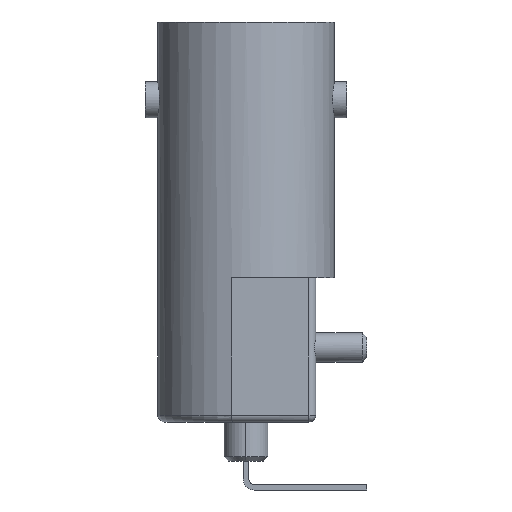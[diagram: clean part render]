
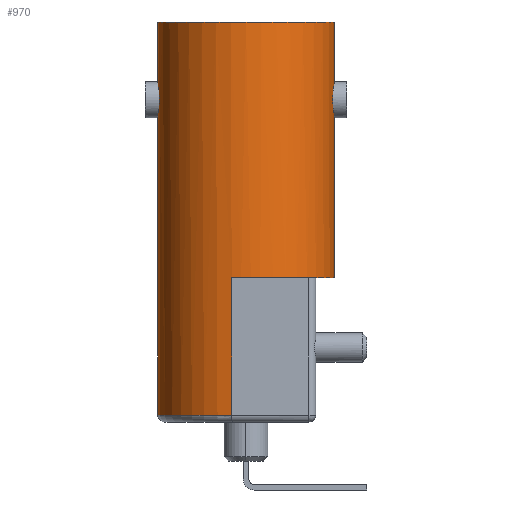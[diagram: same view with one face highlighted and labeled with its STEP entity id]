
A CAD part, left-side view. The second image highlights one B-rep face of the part: STEP entity #970.
In plain terms, the highlighted cylindrical face has radius 4.826 mm (diameter 9.652 mm), a partial arc.
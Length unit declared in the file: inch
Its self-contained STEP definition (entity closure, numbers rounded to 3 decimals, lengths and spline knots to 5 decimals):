
#72=CARTESIAN_POINT('',(0.,0.19,-0.206));
#73=CARTESIAN_POINT('',(-0.00276,0.19,-0.206));
#74=CARTESIAN_POINT('',(-0.00815,0.18988,
-0.20543));
#75=CARTESIAN_POINT('',(-0.01598,0.18938,
-0.20289));
#76=CARTESIAN_POINT('',(-0.0231,0.18863,
-0.19878));
#77=CARTESIAN_POINT('',(-0.02916,0.18778,
-0.19333));
#78=CARTESIAN_POINT('',(-0.03401,0.18695,
-0.18666));
#79=CARTESIAN_POINT('',(-0.03734,0.1863,
-0.1792));
#80=CARTESIAN_POINT('',(-0.03908,0.18594,
-0.17109));
#81=CARTESIAN_POINT('',(-0.03907,0.18594,
-0.1629));
#82=CARTESIAN_POINT('',(-0.03734,0.1863,
-0.15478));
#83=CARTESIAN_POINT('',(-0.034,0.18695,
-0.14732));
#84=CARTESIAN_POINT('',(-0.02915,0.18778,
-0.14066));
#85=CARTESIAN_POINT('',(-0.02308,0.18863,
-0.13521));
#86=CARTESIAN_POINT('',(-0.01597,0.18938,
-0.1311));
#87=CARTESIAN_POINT('',(-0.00814,0.18988,
-0.12857));
#88=CARTESIAN_POINT('',(-0.00276,0.19,-0.128));
#89=CARTESIAN_POINT('',(0.,0.19,-0.128));
#91=CARTESIAN_POINT('',(0.,0.,0.));
#92=DIRECTION('',(0.,0.,1.));
#93=DIRECTION('',(0.,1.,0.));
#94=AXIS2_PLACEMENT_3D('',#91,#92,#93);
#96=CARTESIAN_POINT('',(0.,-0.19,-0.128));
#97=CARTESIAN_POINT('',(-0.00273,-0.19,-0.128));
#98=CARTESIAN_POINT('',(-0.00808,-0.18988,
-0.12856));
#99=CARTESIAN_POINT('',(-0.01586,-0.18939,
-0.13106));
#100=CARTESIAN_POINT('',(-0.02293,-0.18865,
-0.13511));
#101=CARTESIAN_POINT('',(-0.02897,-0.18781,
-0.14047));
#102=CARTESIAN_POINT('',(-0.03383,-0.18698,
-0.14703));
#103=CARTESIAN_POINT('',(-0.03723,-0.18632,
-0.15443));
#104=CARTESIAN_POINT('',(-0.03905,-0.18595,
-0.16259));
#105=CARTESIAN_POINT('',(-0.0391,-0.18593,
-0.17084));
#106=CARTESIAN_POINT('',(-0.03741,-0.18629,
-0.17899));
#107=CARTESIAN_POINT('',(-0.03411,-0.18693,
-0.1865));
#108=CARTESIAN_POINT('',(-0.02926,-0.18776,
-0.19322));
#109=CARTESIAN_POINT('',(-0.02319,-0.18862,
-0.19871));
#110=CARTESIAN_POINT('',(-0.01605,-0.18937,
-0.20286));
#111=CARTESIAN_POINT('',(-0.00819,-0.18988,
-0.20542));
#112=CARTESIAN_POINT('',(-0.00277,-0.19,-0.206));
#113=CARTESIAN_POINT('',(0.,-0.19,-0.206));
#115=CARTESIAN_POINT('',(0.,0.,-0.55));
#116=DIRECTION('',(0.,0.,1.));
#117=DIRECTION('',(-0.987,-0.162,0.));
#118=AXIS2_PLACEMENT_3D('',#115,#116,#117);
#120=DIRECTION('',(0.,0.,1.));
#121=VECTOR('',#120,0.295);
#122=CARTESIAN_POINT('',(-0.1875,0.03072,-0.845));
#123=LINE('',#122,#121);
#124=CARTESIAN_POINT('',(0.,0.,-0.845));
#125=DIRECTION('',(0.,0.,1.));
#126=DIRECTION('',(0.987,0.162,0.));
#127=AXIS2_PLACEMENT_3D('',#124,#125,#126);
#374=CARTESIAN_POINT('',(0.,0.,-0.55));
#375=DIRECTION('',(0.,0.,1.));
#376=DIRECTION('',(-0.614,-0.789,0.));
#377=AXIS2_PLACEMENT_3D('',#374,#375,#376);
#388=CARTESIAN_POINT('',(0.,0.,-0.55));
#389=DIRECTION('',(0.,0.,1.));
#390=DIRECTION('',(-0.987,0.162,0.));
#391=AXIS2_PLACEMENT_3D('',#388,#389,#390);
#421=DIRECTION('',(0.,0.,-1.));
#422=VECTOR('',#421,0.128);
#423=CARTESIAN_POINT('',(0.,-0.19,0.));
#424=LINE('',#423,#422);
#430=DIRECTION('',(0.,0.,-1.));
#431=VECTOR('',#430,0.128);
#432=CARTESIAN_POINT('',(0.,0.19,0.));
#433=LINE('',#432,#431);
#453=DIRECTION('',(0.,0.,-1.));
#454=VECTOR('',#453,0.344);
#455=CARTESIAN_POINT('',(0.,0.19,-0.206));
#456=LINE('',#455,#454);
#457=CARTESIAN_POINT('',(0.,0.,-0.55));
#458=DIRECTION('',(0.,0.,-1.));
#459=DIRECTION('',(0.,1.,0.));
#460=AXIS2_PLACEMENT_3D('',#457,#458,#459);
#467=DIRECTION('',(0.,0.,-1.));
#468=VECTOR('',#467,0.344);
#469=CARTESIAN_POINT('',(0.,-0.19,-0.206));
#470=LINE('',#469,#468);
#726=DIRECTION('',(0.,0.,1.));
#727=VECTOR('',#726,0.295);
#728=CARTESIAN_POINT('',(0.1875,0.03072,-0.845));
#729=LINE('',#728,#727);
#797=CARTESIAN_POINT('',(0.,0.19,0.));
#798=CARTESIAN_POINT('',(0.,-0.19,0.));
#799=VERTEX_POINT('',#797);
#800=VERTEX_POINT('',#798);
#801=CARTESIAN_POINT('',(-0.1875,-0.03072,-0.55));
#802=CARTESIAN_POINT('',(-0.11662,-0.15,-0.55));
#803=VERTEX_POINT('',#801);
#804=VERTEX_POINT('',#802);
#807=CARTESIAN_POINT('',(-0.1875,0.03072,-0.55));
#808=VERTEX_POINT('',#807);
#809=CARTESIAN_POINT('',(0.,0.19,-0.55));
#810=CARTESIAN_POINT('',(0.1875,0.03072,-0.55));
#811=VERTEX_POINT('',#809);
#812=VERTEX_POINT('',#810);
#815=CARTESIAN_POINT('',(0.,-0.19,-0.55));
#816=VERTEX_POINT('',#815);
#829=VERTEX_POINT('',#72);
#830=VERTEX_POINT('',#89);
#835=CARTESIAN_POINT('',(0.,-0.19,-0.128));
#836=VERTEX_POINT('',#835);
#837=CARTESIAN_POINT('',(0.,-0.19,-0.206));
#838=VERTEX_POINT('',#837);
#860=CARTESIAN_POINT('',(-0.1875,0.03072,-0.845));
#862=VERTEX_POINT('',#860);
#863=CARTESIAN_POINT('',(0.1875,0.03072,-0.845));
#865=VERTEX_POINT('',#863);
#935=CARTESIAN_POINT('',(0.,0.,-0.5775));
#936=DIRECTION('',(0.,0.,1.));
#937=DIRECTION('',(0.,-1.,0.));
#938=AXIS2_PLACEMENT_3D('',#935,#936,#937);
#939=CYLINDRICAL_SURFACE('',#938,0.19);
#941=ORIENTED_EDGE('',*,*,#940,.F.);
#943=ORIENTED_EDGE('',*,*,#942,.T.);
#945=ORIENTED_EDGE('',*,*,#944,.F.);
#947=ORIENTED_EDGE('',*,*,#946,.F.);
#949=ORIENTED_EDGE('',*,*,#948,.T.);
#951=ORIENTED_EDGE('',*,*,#950,.F.);
#953=ORIENTED_EDGE('',*,*,#952,.T.);
#955=ORIENTED_EDGE('',*,*,#954,.T.);
#957=ORIENTED_EDGE('',*,*,#956,.T.);
#959=ORIENTED_EDGE('',*,*,#958,.T.);
#961=ORIENTED_EDGE('',*,*,#960,.F.);
#963=ORIENTED_EDGE('',*,*,#962,.F.);
#965=ORIENTED_EDGE('',*,*,#964,.F.);
#967=ORIENTED_EDGE('',*,*,#966,.F.);
#968=EDGE_LOOP('',(#941,#943,#945,#947,#949,#951,#953,#955,#957,#959,#961,#963,
#965,#967));
#969=FACE_OUTER_BOUND('',#968,.F.);
#970=ADVANCED_FACE('',(#969),#939,.T.);
#90=B_SPLINE_CURVE_WITH_KNOTS('',3,(#72,#73,#74,#75,#76,#77,#78,#79,#80,#81,#82,
#83,#84,#85,#86,#87,#88,#89),.UNSPECIFIED.,.F.,.F.,(4,1,1,1,1,1,1,1,1,1,1,1,1,1,
1,4),(0.,0.06667,0.13333,0.2,0.26667,
0.33333,0.4,0.46667,0.53333,0.6,
0.66667,0.73333,0.8,0.86667,0.93333,
1.),.UNSPECIFIED.);
#95=CIRCLE('',#94,0.19);
#114=B_SPLINE_CURVE_WITH_KNOTS('',3,(#96,#97,#98,#99,#100,#101,#102,#103,#104,
#105,#106,#107,#108,#109,#110,#111,#112,#113),.UNSPECIFIED.,.F.,.F.,(4,1,1,1,1,
1,1,1,1,1,1,1,1,1,1,4),(0.,0.06667,0.13333,0.2,
0.26667,0.33333,0.4,0.46667,0.53333,
0.6,0.66667,0.73333,0.8,0.86667,
0.93333,1.),.UNSPECIFIED.);
#119=CIRCLE('',#118,0.19);
#128=CIRCLE('',#127,0.19);
#378=CIRCLE('',#377,0.19);
#392=CIRCLE('',#391,0.19);
#461=CIRCLE('',#460,0.19);
#940=EDGE_CURVE('',#865,#862,#128,.T.);
#942=EDGE_CURVE('',#865,#812,#729,.T.);
#944=EDGE_CURVE('',#811,#812,#461,.T.);
#946=EDGE_CURVE('',#829,#811,#456,.T.);
#948=EDGE_CURVE('',#829,#830,#90,.T.);
#950=EDGE_CURVE('',#799,#830,#433,.T.);
#952=EDGE_CURVE('',#799,#800,#95,.T.);
#954=EDGE_CURVE('',#800,#836,#424,.T.);
#956=EDGE_CURVE('',#836,#838,#114,.T.);
#958=EDGE_CURVE('',#838,#816,#470,.T.);
#960=EDGE_CURVE('',#804,#816,#378,.T.);
#962=EDGE_CURVE('',#803,#804,#119,.T.);
#964=EDGE_CURVE('',#808,#803,#392,.T.);
#966=EDGE_CURVE('',#862,#808,#123,.T.);
